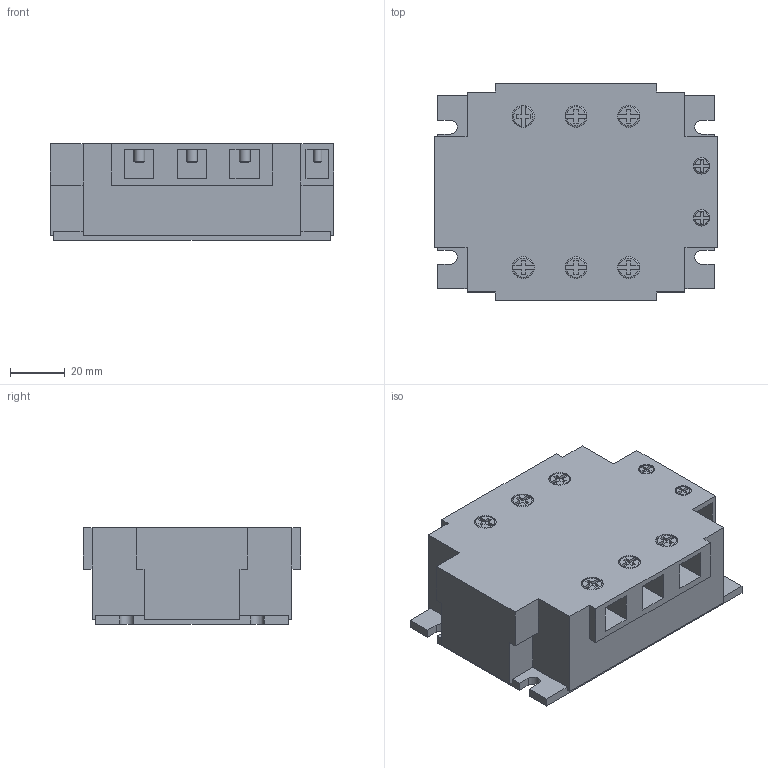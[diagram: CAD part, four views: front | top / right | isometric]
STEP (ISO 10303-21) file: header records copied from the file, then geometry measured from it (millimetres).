
FILE_DESCRIPTION((''),'2;1');
FILE_NAME('SSP3A250B7-3D','2020-12-09T16:04:13',('SESA231899'),('Schneider-Electric'),'CREO PARAMETRIC BY PTC INC, 2019164','CREO PARAMETRIC BY PTC INC, 2019164','');
FILE_SCHEMA(('AP242_MANAGED_MODEL_BASED_3D_ENGINEERING_MIM_LF { 1 0 10303 442 1 1 4 }'));
Length unit declared in the file: millimetre
Products named in the file (1): SSP3A250B7-3D
Bounding box: 103.87 x 79.72 x 35.43 mm (x, y, z)
Volume: 231550.4 mm3; surface area: 35008.6 mm2
Topology: 1 solids, 1 shells, 274 faces, 736 edges, 488 vertices
Faces by surface type: plane 206, cylinder 36, cone 16, torus 16
Entity records: 38447 total; most frequent: CARTESIAN_POINT 28689, ORIENTED_EDGE 1472, DIRECTION 1464, EDGE_CURVE 736, VECTOR 560, LINE 560, VERTEX_POINT 488, POLYLINE 462
